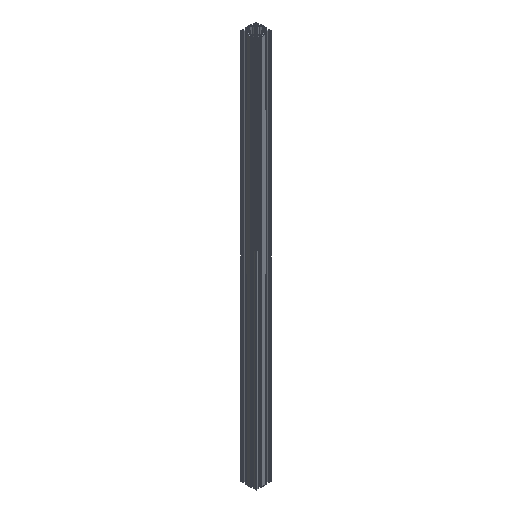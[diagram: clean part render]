
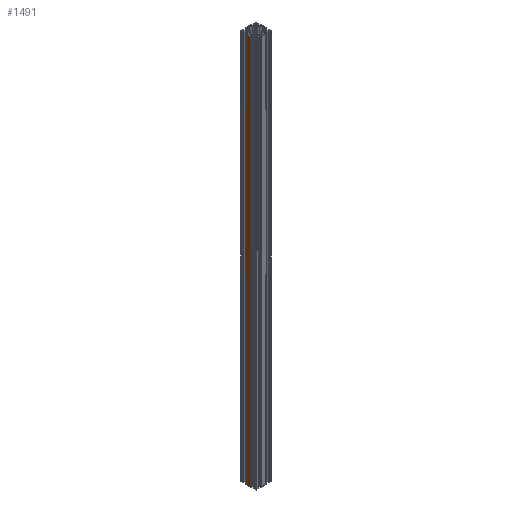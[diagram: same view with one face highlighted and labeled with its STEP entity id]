
A CAD part, isometric view. The second image highlights one B-rep face of the part: STEP entity #1491.
In plain terms, the highlighted planar face has unit normal (-1, 0, 0).
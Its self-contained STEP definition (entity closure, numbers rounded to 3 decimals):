
#1433=CARTESIAN_POINT('',(-13.375,13.375,1000.0));
#1434=VERTEX_POINT('',#1433);
#1442=CARTESIAN_POINT('',(-13.375,13.375,0.0));
#1443=VERTEX_POINT('',#1442);
#1444=CARTESIAN_POINT('',(-13.375,13.375,0.0));
#1445=DIRECTION('',(0.0,0.0,1.0));
#1446=VECTOR('',#1445,1000.0);
#1447=LINE('',#1444,#1446);
#1448=EDGE_CURVE('',#1443,#1434,#1447,.T.);
#1461=CARTESIAN_POINT('',(-13.375,13.375,0.0));
#1462=DIRECTION('',(-1.0,0.,0.0));
#1463=DIRECTION('',(0.0,0.0,1.0));
#1464=AXIS2_PLACEMENT_3D('',#1461,#1462,#1463);
#1465=PLANE('',#1464);
#1466=CARTESIAN_POINT('',(-13.375,26.625,1000.0));
#1467=VERTEX_POINT('',#1466);
#1468=CARTESIAN_POINT('',(-13.375,13.375,1000.0));
#1469=DIRECTION('',(0.,1.0,0.0));
#1470=VECTOR('',#1469,13.25);
#1471=LINE('',#1468,#1470);
#1472=EDGE_CURVE('',#1434,#1467,#1471,.T.);
#1473=ORIENTED_EDGE('',*,*,#1472,.T.);
#1474=CARTESIAN_POINT('',(-13.375,26.625,0.0));
#1475=VERTEX_POINT('',#1474);
#1476=CARTESIAN_POINT('',(-13.375,26.625,0.0));
#1477=DIRECTION('',(0.0,0.0,1.0));
#1478=VECTOR('',#1477,1000.0);
#1479=LINE('',#1476,#1478);
#1480=EDGE_CURVE('',#1475,#1467,#1479,.T.);
#1481=ORIENTED_EDGE('',*,*,#1480,.F.);
#1482=CARTESIAN_POINT('',(-13.375,26.625,0.0));
#1483=DIRECTION('',(0.,-1.0,0.0));
#1484=VECTOR('',#1483,13.25);
#1485=LINE('',#1482,#1484);
#1486=EDGE_CURVE('',#1475,#1443,#1485,.T.);
#1487=ORIENTED_EDGE('',*,*,#1486,.T.);
#1488=ORIENTED_EDGE('',*,*,#1448,.T.);
#1489=EDGE_LOOP('',(#1473,#1481,#1487,#1488));
#1490=FACE_OUTER_BOUND('',#1489,.T.);
#1491=ADVANCED_FACE('',(#1490),#1465,.T.);
